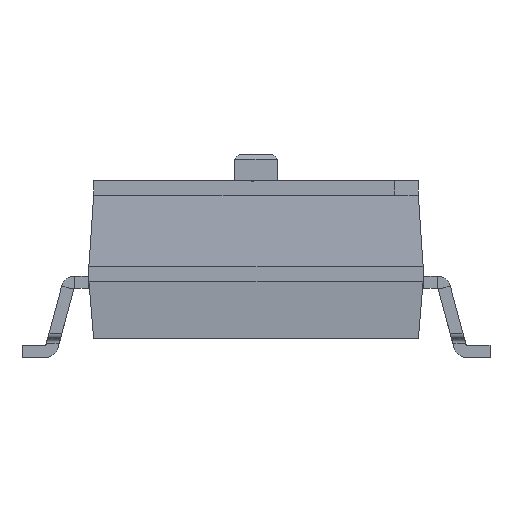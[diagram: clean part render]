
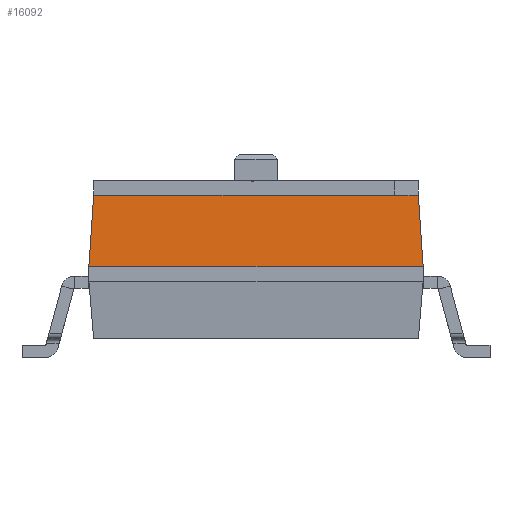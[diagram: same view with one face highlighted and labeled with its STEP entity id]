
A CAD part, left-side view. The second image highlights one B-rep face of the part: STEP entity #16092.
In plain terms, the highlighted planar face has unit normal (-0.998, 0, 0.067).
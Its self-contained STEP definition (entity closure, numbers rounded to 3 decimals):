
#87 = DIRECTION ( 'NONE',  ( 0., 1., 0. ) ) ;
#456 = EDGE_CURVE ( 'NONE', #5696, #24938, #1960, .T. ) ;
#543 = LINE ( 'NONE', #26345, #33035 ) ;
#653 = LINE ( 'NONE', #31814, #30974 ) ;
#1374 = CARTESIAN_POINT ( 'NONE',  ( -10.8, -3.5, 3.4 ) ) ;
#1960 = LINE ( 'NONE', #15609, #4083 ) ;
#1987 = CARTESIAN_POINT ( 'NONE',  ( -10.8, -3.4, 3.4 ) ) ;
#2848 = EDGE_CURVE ( 'NONE', #31976, #33196, #543, .T. ) ;
#3202 = PLANE ( 'NONE',  #6743 ) ;
#3709 = CARTESIAN_POINT ( 'NONE',  ( -10.9, 3.5, 1.9 ) ) ;
#3788 = DIRECTION ( 'NONE',  ( 0., -1., 0. ) ) ;
#3969 = DIRECTION ( 'NONE',  ( 0.066, -0.066, 0.996 ) ) ;
#4083 = VECTOR ( 'NONE', #24468, 1000. ) ;
#4901 = ORIENTED_EDGE ( 'NONE', *, *, #20191, .F. ) ;
#5367 = CARTESIAN_POINT ( 'NONE',  ( -10.8, 3.4, 3.4 ) ) ;
#5696 = VERTEX_POINT ( 'NONE', #6707 ) ;
#6294 = DIRECTION ( 'NONE',  ( 0., 1., 0. ) ) ;
#6707 = CARTESIAN_POINT ( 'NONE',  ( -10.9, -3.5, 1.9 ) ) ;
#6743 = AXIS2_PLACEMENT_3D ( 'NONE', #8189, #30855, #87 ) ;
#6812 = ORIENTED_EDGE ( 'NONE', *, *, #9848, .F. ) ;
#6892 = VECTOR ( 'NONE', #6294, 1000. ) ;
#7680 = EDGE_CURVE ( 'NONE', #26394, #31976, #653, .T. ) ;
#7725 = ORIENTED_EDGE ( 'NONE', *, *, #7680, .F. ) ;
#7922 = ORIENTED_EDGE ( 'NONE', *, *, #2848, .F. ) ;
#8189 = CARTESIAN_POINT ( 'NONE',  ( -10.8, 0., 3.4 ) ) ;
#9159 = EDGE_LOOP ( 'NONE', ( #4901, #7922, #7725, #6812, #14462 ) ) ;
#9663 = LINE ( 'NONE', #1374, #24048 ) ;
#9848 = EDGE_CURVE ( 'NONE', #5696, #26394, #14405, .T. ) ;
#10504 = CARTESIAN_POINT ( 'NONE',  ( -10.9, 3.5, 1.9 ) ) ;
#11670 = FACE_OUTER_BOUND ( 'NONE', #9159, .T. ) ;
#14405 = LINE ( 'NONE', #3709, #6892 ) ;
#14462 = ORIENTED_EDGE ( 'NONE', *, *, #456, .T. ) ;
#15609 = CARTESIAN_POINT ( 'NONE',  ( -10.785, -3.385, 3.625 ) ) ;
#16092 = ADVANCED_FACE ( 'NONE', ( #11670 ), #3202, .T. ) ;
#16951 = CARTESIAN_POINT ( 'NONE',  ( -10.8, -2.9, 3.4 ) ) ;
#20191 = EDGE_CURVE ( 'NONE', #33196, #24938, #9663, .T. ) ;
#24048 = VECTOR ( 'NONE', #3788, 1000. ) ;
#24468 = DIRECTION ( 'NONE',  ( 0.066, 0.066, 0.996 ) ) ;
#24938 = VERTEX_POINT ( 'NONE', #1987 ) ;
#26345 = CARTESIAN_POINT ( 'NONE',  ( -10.8, 3.4, 3.4 ) ) ;
#26394 = VERTEX_POINT ( 'NONE', #10504 ) ;
#28931 = DIRECTION ( 'NONE',  ( 0., -1., 0. ) ) ;
#30855 = DIRECTION ( 'NONE',  ( -0.998, 0., 0.067 ) ) ;
#30974 = VECTOR ( 'NONE', #3969, 1000. ) ;
#31814 = CARTESIAN_POINT ( 'NONE',  ( -10.785, 3.385, 3.625 ) ) ;
#31976 = VERTEX_POINT ( 'NONE', #5367 ) ;
#33035 = VECTOR ( 'NONE', #28931, 1000. ) ;
#33196 = VERTEX_POINT ( 'NONE', #16951 ) ;
